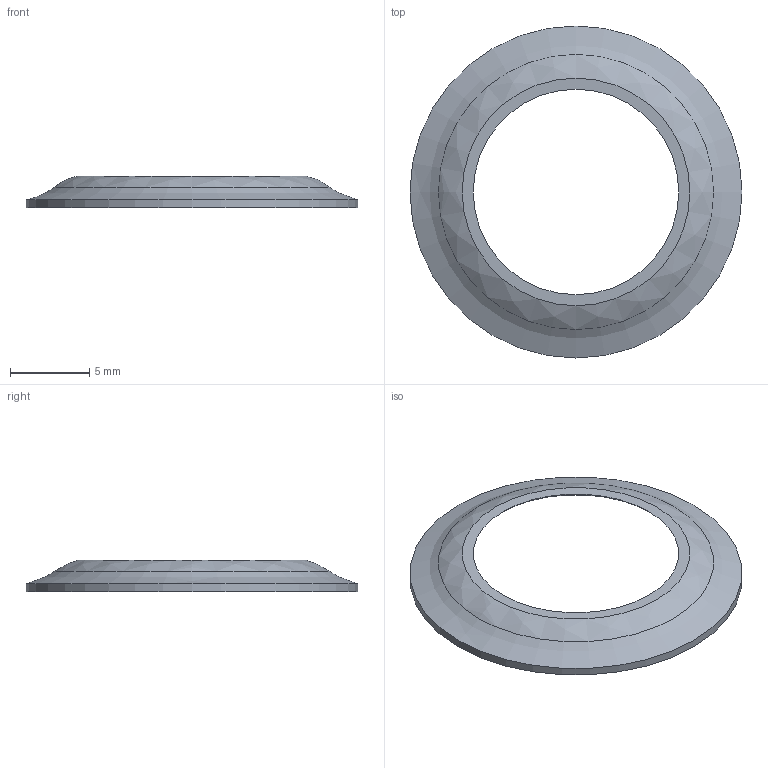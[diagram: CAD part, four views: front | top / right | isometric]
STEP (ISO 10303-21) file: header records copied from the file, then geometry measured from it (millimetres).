
FILE_DESCRIPTION(('FreeCAD Model'),'2;1');
FILE_NAME('Open CASCADE Shape Model','2021-09-10T12:27:44',('Author'),( ''),'Open CASCADE STEP processor 7.5','FreeCAD','Unknown');
FILE_SCHEMA(('AUTOMOTIVE_DESIGN { 1 0 10303 214 1 1 1 1 }'));
Length unit declared in the file: millimetre
Products named in the file (1): ring2p
Bounding box: 21 x 21 x 2 mm (x, y, z)
Volume: 95.3 mm3; surface area: 519.9 mm2
Topology: 1 solids, 1 shells, 7 faces, 12 edges, 7 vertices
Faces by surface type: revolution 3, plane 2, cone 1, cylinder 1
Full cylindrical faces by diameter (mm): 21 x1
Entity records: 372 total; most frequent: CARTESIAN_POINT 66, DIRECTION 63, ORIENTED_EDGE 24, PCURVE 24, DEFINITIONAL_REPRESENTATION 24, LINE 22, VECTOR 22, AXIS2_PLACEMENT_3D 18
